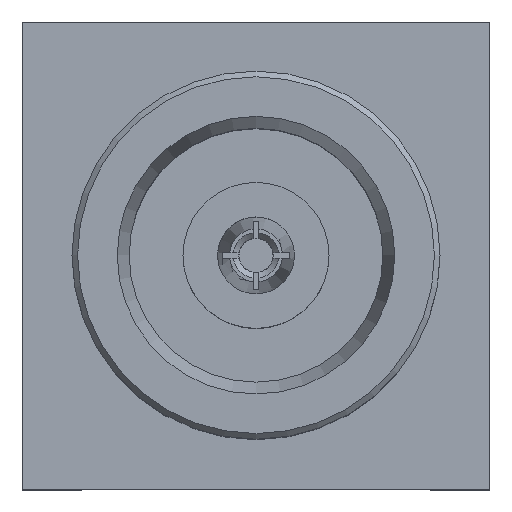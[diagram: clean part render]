
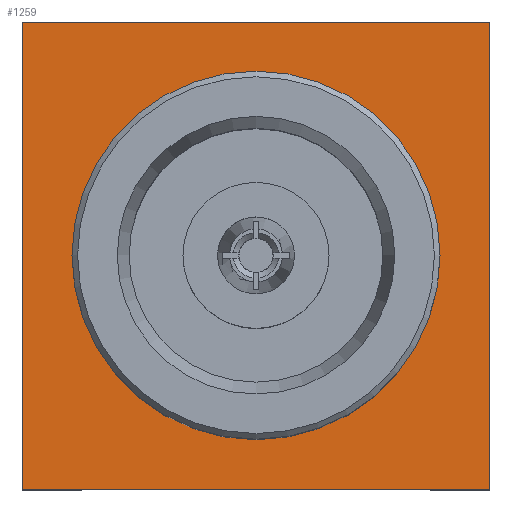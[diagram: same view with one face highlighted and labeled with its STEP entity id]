
A CAD part, top view. The second image highlights one B-rep face of the part: STEP entity #1259.
In plain terms, the highlighted planar face has unit normal (0, 0, 1).
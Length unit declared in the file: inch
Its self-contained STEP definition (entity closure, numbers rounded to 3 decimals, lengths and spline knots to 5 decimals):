
#38 = DIRECTION ( 'NONE',  ( 0., 1., 0. ) ) ;
#69 = EDGE_LOOP ( 'NONE', ( #278, #1554, #603, #838 ) ) ;
#99 = EDGE_CURVE ( 'NONE', #638, #1570, #449, .T. ) ;
#107 = CARTESIAN_POINT ( 'NONE',  ( -0.125, 0.125, 0. ) ) ;
#112 = CARTESIAN_POINT ( 'NONE',  ( -0.125, -0.125, 0. ) ) ;
#126 = CARTESIAN_POINT ( 'NONE',  ( 0.125, -0.125, 0. ) ) ;
#136 = DIRECTION ( 'NONE',  ( -1., 0., 0. ) ) ;
#252 = EDGE_CURVE ( 'NONE', #362, #362, #1680, .T. ) ;
#278 = ORIENTED_EDGE ( 'NONE', *, *, #1145, .T. ) ;
#362 = VERTEX_POINT ( 'NONE', #1291 ) ;
#408 = CARTESIAN_POINT ( 'NONE',  ( 0.125, -0.125, 0. ) ) ;
#431 = PLANE ( 'NONE',  #1375 ) ;
#447 = LINE ( 'NONE', #112, #1423 ) ;
#449 = LINE ( 'NONE', #1985, #589 ) ;
#521 = AXIS2_PLACEMENT_3D ( 'NONE', #1298, #1596, #1892 ) ;
#582 = FACE_BOUND ( 'NONE', #1942, .T. ) ;
#589 = VECTOR ( 'NONE', #1056, 39.37008 ) ;
#603 = ORIENTED_EDGE ( 'NONE', *, *, #1883, .T. ) ;
#638 = VERTEX_POINT ( 'NONE', #1096 ) ;
#664 = VERTEX_POINT ( 'NONE', #1262 ) ;
#838 = ORIENTED_EDGE ( 'NONE', *, *, #99, .T. ) ;
#906 = DIRECTION ( 'NONE',  ( 0., 0., -1. ) ) ;
#1056 = DIRECTION ( 'NONE',  ( 1., 0., 0. ) ) ;
#1061 = DIRECTION ( 'NONE',  ( -1., 0., 0. ) ) ;
#1096 = CARTESIAN_POINT ( 'NONE',  ( -0.125, -0.125, 0. ) ) ;
#1140 = VERTEX_POINT ( 'NONE', #1272 ) ;
#1145 = EDGE_CURVE ( 'NONE', #1570, #1140, #1422, .T. ) ;
#1207 = FACE_OUTER_BOUND ( 'NONE', #69, .T. ) ;
#1245 = EDGE_CURVE ( 'NONE', #1140, #664, #1379, .T. ) ;
#1259 = ADVANCED_FACE ( 'NONE', ( #582, #1207 ), #431, .F. ) ;
#1262 = CARTESIAN_POINT ( 'NONE',  ( -0.125, 0.125, 0. ) ) ;
#1272 = CARTESIAN_POINT ( 'NONE',  ( 0.125, 0.125, 0. ) ) ;
#1291 = CARTESIAN_POINT ( 'NONE',  ( -0.09843, 0., 0. ) ) ;
#1298 = CARTESIAN_POINT ( 'NONE',  ( 0., 0., 0. ) ) ;
#1370 = DIRECTION ( 'NONE',  ( 0., -1., 0. ) ) ;
#1375 = AXIS2_PLACEMENT_3D ( 'NONE', #1651, #906, #136 ) ;
#1379 = LINE ( 'NONE', #107, #1569 ) ;
#1411 = ORIENTED_EDGE ( 'NONE', *, *, #252, .F. ) ;
#1422 = LINE ( 'NONE', #408, #1538 ) ;
#1423 = VECTOR ( 'NONE', #1370, 39.37008 ) ;
#1538 = VECTOR ( 'NONE', #38, 39.37008 ) ;
#1554 = ORIENTED_EDGE ( 'NONE', *, *, #1245, .T. ) ;
#1569 = VECTOR ( 'NONE', #1061, 39.37008 ) ;
#1570 = VERTEX_POINT ( 'NONE', #126 ) ;
#1596 = DIRECTION ( 'NONE',  ( 0., 0., 1. ) ) ;
#1651 = CARTESIAN_POINT ( 'NONE',  ( 0., 0., 0. ) ) ;
#1680 = CIRCLE ( 'NONE', #521, 0.09843 ) ;
#1883 = EDGE_CURVE ( 'NONE', #664, #638, #447, .T. ) ;
#1892 = DIRECTION ( 'NONE',  ( -1., 0., 0. ) ) ;
#1942 = EDGE_LOOP ( 'NONE', ( #1411 ) ) ;
#1985 = CARTESIAN_POINT ( 'NONE',  ( -0.125, -0.125, 0. ) ) ;
